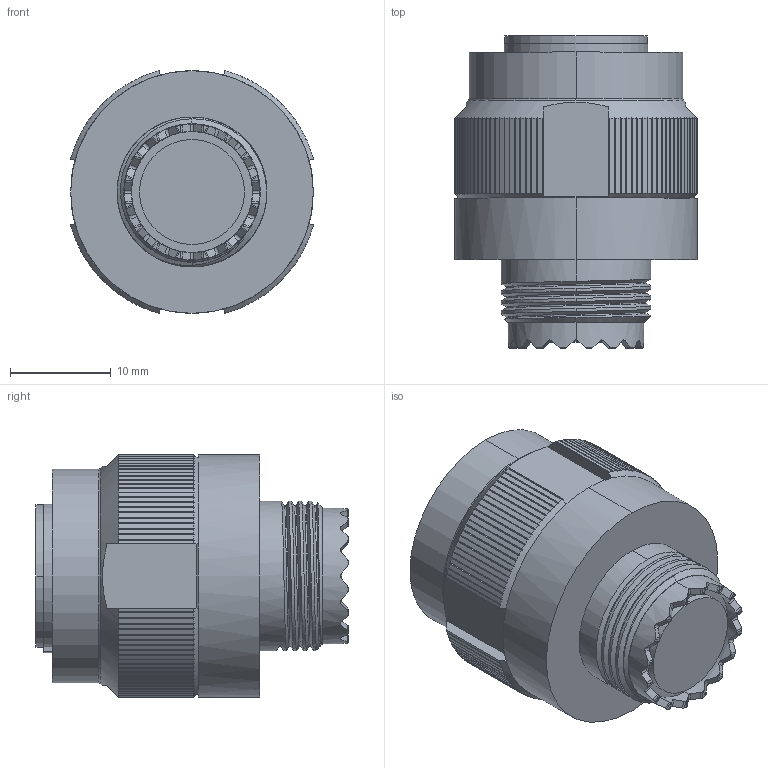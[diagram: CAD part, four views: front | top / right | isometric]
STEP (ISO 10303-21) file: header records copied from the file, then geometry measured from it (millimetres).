
FILE_DESCRIPTION((''),'2;1');
FILE_NAME('8D-06-11-26','2009-07-09T',('dpnair'),('FCI INTERCONNECT'),'PRO/ENGINEER BY PARAMETRIC TECHNOLOGY CORPORATION, 2005310','PRO/ENGINEER BY PARAMETRIC TECHNOLOGY CORPORATION, 2005310','');
FILE_SCHEMA(('CONFIG_CONTROL_DESIGN'));
Length unit declared in the file: millimetre
Products named in the file (1): 8D-06-11-26
Bounding box: 24.17 x 31 x 24.17 mm (x, y, z)
Volume: 8520.4 mm3; surface area: 4744.8 mm2
Topology: 1 solids, 1 shells, 462 faces, 1333 edges, 881 vertices
Faces by surface type: plane 257, cylinder 178, bspline 14, cone 10, torus 2, extrusion 1
Entity records: 19199 total; most frequent: CARTESIAN_POINT 7970, ORIENTED_EDGE 2666, DIRECTION 1919, EDGE_CURVE 1333, VERTEX_POINT 881, AXIS2_PLACEMENT_3D 733, B_SPLINE_CURVE_WITH_KNOTS 596, EDGE_LOOP 470
